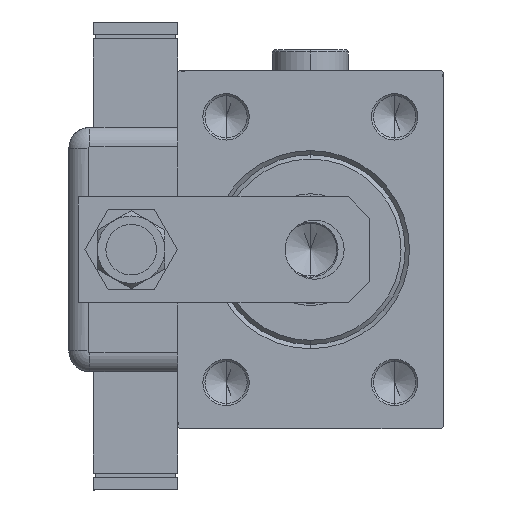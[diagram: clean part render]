
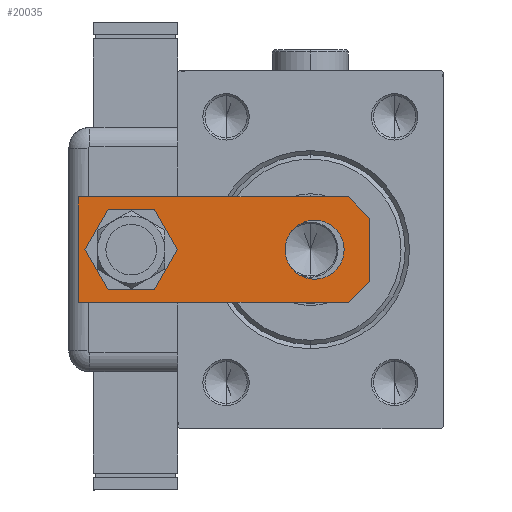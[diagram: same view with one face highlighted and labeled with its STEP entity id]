
A CAD part, left-side view. The second image highlights one B-rep face of the part: STEP entity #20035.
In plain terms, the highlighted face is planar.
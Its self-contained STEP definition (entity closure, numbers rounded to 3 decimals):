
#1133 = VECTOR ( 'NONE', #40492, 1000. ) ;
#1439 = VECTOR ( 'NONE', #19716, 1000. ) ;
#1536 = CARTESIAN_POINT ( 'NONE',  ( 12.5, 5., 0. ) ) ;
#1883 = VECTOR ( 'NONE', #44972, 1000. ) ;
#2292 = AXIS2_PLACEMENT_3D ( 'NONE', #2904, #21848, #40771 ) ;
#2628 = CARTESIAN_POINT ( 'NONE',  ( 7., 56.5, 0. ) ) ;
#2777 = AXIS2_PLACEMENT_3D ( 'NONE', #60336, #8227, #40817 ) ;
#2904 = CARTESIAN_POINT ( 'NONE',  ( 0., 13., 0. ) ) ;
#3289 = DIRECTION ( 'NONE',  ( 1., 0., 0. ) ) ;
#3558 = FACE_OUTER_BOUND ( 'NONE', #34782, .T. ) ;
#3604 = DIRECTION ( 'NONE',  ( 1., 0., 0. ) ) ;
#3945 = EDGE_CURVE ( 'NONE', #16514, #45475, #47878, .T. ) ;
#4773 = CARTESIAN_POINT ( 'NONE',  ( 12.5, 69., 0. ) ) ;
#4872 = DIRECTION ( 'NONE',  ( 0., 0., 1. ) ) ;
#5229 = VERTEX_POINT ( 'NONE', #52207 ) ;
#5706 = DIRECTION ( 'NONE',  ( 0., 1., 0. ) ) ;
#5792 = ORIENTED_EDGE ( 'NONE', *, *, #25744, .F. ) ;
#6187 = LINE ( 'NONE', #1536, #1883 ) ;
#8227 = DIRECTION ( 'NONE',  ( 0., 0., 1. ) ) ;
#8253 = EDGE_LOOP ( 'NONE', ( #36058, #49731 ) ) ;
#10309 = VERTEX_POINT ( 'NONE', #39315 ) ;
#10409 = LINE ( 'NONE', #48265, #1439 ) ;
#11228 = CARTESIAN_POINT ( 'NONE',  ( -12.5, 0., 0. ) ) ;
#11747 = ORIENTED_EDGE ( 'NONE', *, *, #3945, .T. ) ;
#11860 = AXIS2_PLACEMENT_3D ( 'NONE', #61052, #4872, #22599 ) ;
#12874 = FACE_BOUND ( 'NONE', #8253, .T. ) ;
#16514 = VERTEX_POINT ( 'NONE', #18851 ) ;
#16624 = CARTESIAN_POINT ( 'NONE',  ( 12.5, 5., 0. ) ) ;
#17593 = EDGE_LOOP ( 'NONE', ( #11747, #17938 ) ) ;
#17938 = ORIENTED_EDGE ( 'NONE', *, *, #24224, .T. ) ;
#18851 = CARTESIAN_POINT ( 'NONE',  ( -7., 13., 0. ) ) ;
#18922 = VERTEX_POINT ( 'NONE', #47061 ) ;
#19716 = DIRECTION ( 'NONE',  ( -0.707, 0.707, 0. ) ) ;
#20035 = ADVANCED_FACE ( 'NONE', ( #3558, #12874, #46399 ), #50419, .F. ) ;
#20545 = DIRECTION ( 'NONE',  ( 1., 0., 0. ) ) ;
#21316 = EDGE_CURVE ( 'NONE', #10309, #46629, #39496, .T. ) ;
#21848 = DIRECTION ( 'NONE',  ( 0., 0., 1. ) ) ;
#21932 = CARTESIAN_POINT ( 'NONE',  ( 0., 56.5, 0. ) ) ;
#22365 = EDGE_CURVE ( 'NONE', #46629, #10309, #56409, .T. ) ;
#22599 = DIRECTION ( 'NONE',  ( 1., 0., 0. ) ) ;
#23637 = VECTOR ( 'NONE', #25153, 1000. ) ;
#24224 = EDGE_CURVE ( 'NONE', #45475, #16514, #47559, .T. ) ;
#25153 = DIRECTION ( 'NONE',  ( 0., -1., 0. ) ) ;
#25744 = EDGE_CURVE ( 'NONE', #36560, #28129, #53735, .T. ) ;
#28129 = VERTEX_POINT ( 'NONE', #44796 ) ;
#29971 = EDGE_CURVE ( 'NONE', #39576, #33354, #57506, .T. ) ;
#31858 = CARTESIAN_POINT ( 'NONE',  ( 0., 56.5, 0. ) ) ;
#32473 = DIRECTION ( 'NONE',  ( 0., 0., 1. ) ) ;
#33354 = VERTEX_POINT ( 'NONE', #4773 ) ;
#34782 = EDGE_LOOP ( 'NONE', ( #5792, #42366, #57976, #42168, #50801, #47397 ) ) ;
#35479 = EDGE_CURVE ( 'NONE', #33354, #5229, #55060, .T. ) ;
#36058 = ORIENTED_EDGE ( 'NONE', *, *, #21316, .T. ) ;
#36560 = VERTEX_POINT ( 'NONE', #48895 ) ;
#39315 = CARTESIAN_POINT ( 'NONE',  ( -7., 56.5, 0. ) ) ;
#39460 = AXIS2_PLACEMENT_3D ( 'NONE', #21932, #56031, #3289 ) ;
#39496 = CIRCLE ( 'NONE', #39460, 7. ) ;
#39576 = VERTEX_POINT ( 'NONE', #16624 ) ;
#40492 = DIRECTION ( 'NONE',  ( -1., 0., 0. ) ) ;
#40771 = DIRECTION ( 'NONE',  ( 1., 0., 0. ) ) ;
#40817 = DIRECTION ( 'NONE',  ( 1., 0., 0. ) ) ;
#42168 = ORIENTED_EDGE ( 'NONE', *, *, #35479, .F. ) ;
#42366 = ORIENTED_EDGE ( 'NONE', *, *, #46437, .T. ) ;
#43566 = CARTESIAN_POINT ( 'NONE',  ( 12.5, 0., 0. ) ) ;
#44796 = CARTESIAN_POINT ( 'NONE',  ( 7.5, 0., 0. ) ) ;
#44972 = DIRECTION ( 'NONE',  ( -0.707, -0.707, 0. ) ) ;
#45475 = VERTEX_POINT ( 'NONE', #56960 ) ;
#46399 = FACE_BOUND ( 'NONE', #17593, .T. ) ;
#46437 = EDGE_CURVE ( 'NONE', #36560, #18922, #10409, .T. ) ;
#46629 = VERTEX_POINT ( 'NONE', #2628 ) ;
#47061 = CARTESIAN_POINT ( 'NONE',  ( -12.5, 5., 0. ) ) ;
#47397 = ORIENTED_EDGE ( 'NONE', *, *, #61134, .T. ) ;
#47559 = CIRCLE ( 'NONE', #11860, 7. ) ;
#47878 = CIRCLE ( 'NONE', #2292, 7. ) ;
#48265 = CARTESIAN_POINT ( 'NONE',  ( -7.5, 0., 0. ) ) ;
#48895 = CARTESIAN_POINT ( 'NONE',  ( -7.5, 0., 0. ) ) ;
#49188 = CARTESIAN_POINT ( 'NONE',  ( 12.5, 69., 0. ) ) ;
#49459 = AXIS2_PLACEMENT_3D ( 'NONE', #31858, #32473, #3604 ) ;
#49731 = ORIENTED_EDGE ( 'NONE', *, *, #22365, .T. ) ;
#50419 = PLANE ( 'NONE',  #2777 ) ;
#50575 = VECTOR ( 'NONE', #20545, 1000. ) ;
#50801 = ORIENTED_EDGE ( 'NONE', *, *, #29971, .F. ) ;
#52207 = CARTESIAN_POINT ( 'NONE',  ( -12.5, 69., 0. ) ) ;
#53689 = CARTESIAN_POINT ( 'NONE',  ( -12.5, 69., 0. ) ) ;
#53735 = LINE ( 'NONE', #11228, #50575 ) ;
#53992 = LINE ( 'NONE', #53689, #23637 ) ;
#55060 = LINE ( 'NONE', #49188, #1133 ) ;
#55524 = VECTOR ( 'NONE', #5706, 1000. ) ;
#56031 = DIRECTION ( 'NONE',  ( 0., 0., 1. ) ) ;
#56409 = CIRCLE ( 'NONE', #49459, 7. ) ;
#56960 = CARTESIAN_POINT ( 'NONE',  ( 7., 13., 0. ) ) ;
#57506 = LINE ( 'NONE', #43566, #55524 ) ;
#57976 = ORIENTED_EDGE ( 'NONE', *, *, #59722, .F. ) ;
#59722 = EDGE_CURVE ( 'NONE', #5229, #18922, #53992, .T. ) ;
#60336 = CARTESIAN_POINT ( 'NONE',  ( 0., 0., 0. ) ) ;
#61052 = CARTESIAN_POINT ( 'NONE',  ( 0., 13., 0. ) ) ;
#61134 = EDGE_CURVE ( 'NONE', #39576, #28129, #6187, .T. ) ;
